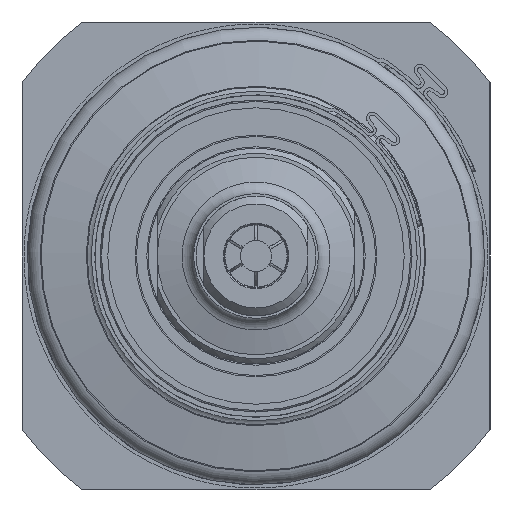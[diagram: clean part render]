
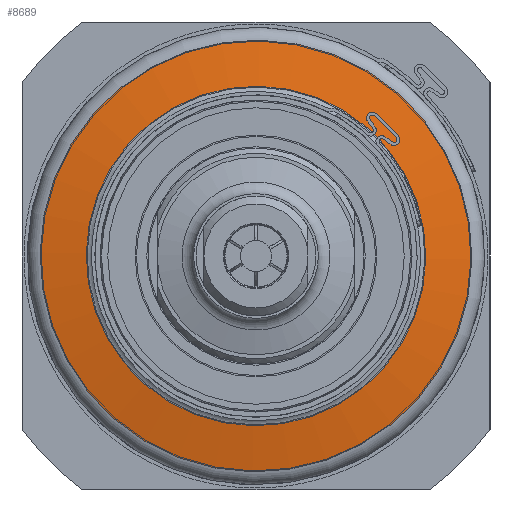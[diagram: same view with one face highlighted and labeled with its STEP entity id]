
A CAD part, left-side view. The second image highlights one B-rep face of the part: STEP entity #8689.
In plain terms, the highlighted conical face has half-angle 80 degrees and reference radius 37.087 mm.
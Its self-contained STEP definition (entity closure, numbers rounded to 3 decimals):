
#1050=CONICAL_SURFACE('',#9531,37.087,80.);
#1417=FACE_BOUND('',#2436,.T.);
#1831=FACE_OUTER_BOUND('',#2435,.T.);
#2435=EDGE_LOOP('',(#6508));
#2436=EDGE_LOOP('',(#6509));
#3121=CIRCLE('',#9530,32.653);
#3122=CIRCLE('',#9532,41.521);
#3810=VERTEX_POINT('',#14214);
#3811=VERTEX_POINT('',#14217);
#4794=EDGE_CURVE('',#3810,#3810,#3121,.T.);
#4795=EDGE_CURVE('',#3811,#3811,#3122,.T.);
#6508=ORIENTED_EDGE('',*,*,#4794,.T.);
#6509=ORIENTED_EDGE('',*,*,#4795,.F.);
#8689=ADVANCED_FACE('',(#1831,#1417),#1050,.T.);
#9530=AXIS2_PLACEMENT_3D('',#14215,#11361,#11362);
#9531=AXIS2_PLACEMENT_3D('',#14216,#11363,#11364);
#9532=AXIS2_PLACEMENT_3D('',#14218,#11365,#11366);
#11361=DIRECTION('center_axis',(1.,0.,0.));
#11362=DIRECTION('ref_axis',(0.,-0.157,-0.988));
#11363=DIRECTION('center_axis',(1.,0.,0.));
#11364=DIRECTION('ref_axis',(0.,0.988,-0.157));
#11365=DIRECTION('center_axis',(1.,0.,0.));
#11366=DIRECTION('ref_axis',(0.,-0.157,-0.988));
#14214=CARTESIAN_POINT('',(53.006,32.246,-5.135));
#14215=CARTESIAN_POINT('Origin',(53.006,0.,
0.));
#14216=CARTESIAN_POINT('Origin',(53.788,0.,
0.));
#14217=CARTESIAN_POINT('',(54.57,41.004,-6.53));
#14218=CARTESIAN_POINT('Origin',(54.57,0.,
0.));
